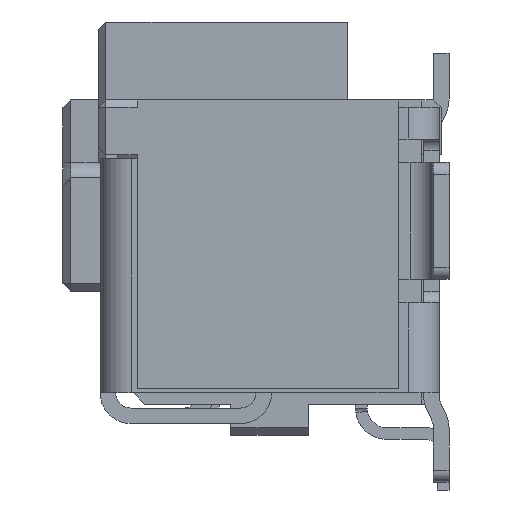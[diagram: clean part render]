
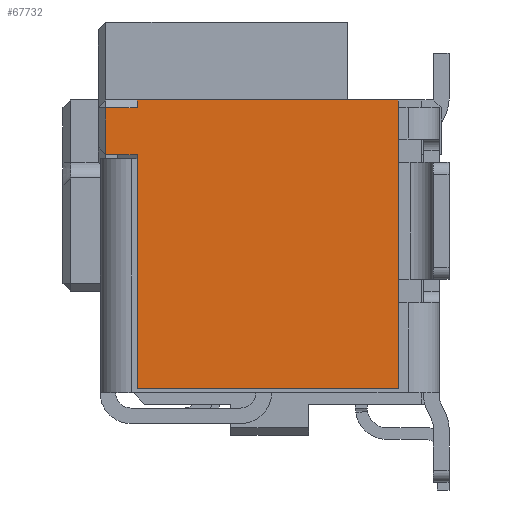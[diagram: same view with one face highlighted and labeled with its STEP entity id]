
A CAD part, left-side view. The second image highlights one B-rep face of the part: STEP entity #67732.
In plain terms, the highlighted planar face has unit normal (-1, 0, 0).
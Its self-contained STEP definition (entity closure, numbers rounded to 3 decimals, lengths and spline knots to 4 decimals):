
#192 = DIRECTION ( 'NONE',  ( 0., 1., 0. ) ) ;
#2653 = EDGE_CURVE ( 'NONE', #46947, #36298, #31466, .T. ) ;
#4815 = EDGE_CURVE ( 'NONE', #71632, #80897, #27311, .T. ) ;
#5735 = CARTESIAN_POINT ( 'NONE',  ( -17.675, 3.9, -3.7 ) ) ;
#7518 = VECTOR ( 'NONE', #46967, 1000. ) ;
#8513 = DIRECTION ( 'NONE',  ( 0., 0., -1. ) ) ;
#8729 = ORIENTED_EDGE ( 'NONE', *, *, #80929, .F. ) ;
#9509 = LINE ( 'NONE', #74966, #70191 ) ;
#10690 = VECTOR ( 'NONE', #8513, 1000. ) ;
#10764 = VERTEX_POINT ( 'NONE', #53880 ) ;
#12879 = VECTOR ( 'NONE', #37933, 1000. ) ;
#13096 = EDGE_CURVE ( 'NONE', #69517, #36298, #54540, .T. ) ;
#14813 = CARTESIAN_POINT ( 'NONE',  ( -17.675, 3.9, -0.7 ) ) ;
#18506 = ORIENTED_EDGE ( 'NONE', *, *, #24371, .T. ) ;
#18669 = DIRECTION ( 'NONE',  ( 1., 0., 0. ) ) ;
#21228 = VECTOR ( 'NONE', #50859, 1000. ) ;
#21237 = ORIENTED_EDGE ( 'NONE', *, *, #13096, .T. ) ;
#24371 = EDGE_CURVE ( 'NONE', #60870, #69517, #9509, .T. ) ;
#26097 = CARTESIAN_POINT ( 'NONE',  ( -17.675, 3.9, -0.1 ) ) ;
#27311 = LINE ( 'NONE', #33415, #10690 ) ;
#28212 = CARTESIAN_POINT ( 'NONE',  ( -17.675, 3.9, 0. ) ) ;
#31466 = LINE ( 'NONE', #56844, #12879 ) ;
#32975 = AXIS2_PLACEMENT_3D ( 'NONE', #49864, #18669, #62523 ) ;
#33415 = CARTESIAN_POINT ( 'NONE',  ( -17.675, 0.55, -3.7 ) ) ;
#36298 = VERTEX_POINT ( 'NONE', #75512 ) ;
#37933 = DIRECTION ( 'NONE',  ( 0., 1., 0. ) ) ;
#39643 = FACE_OUTER_BOUND ( 'NONE', #79742, .T. ) ;
#40657 = CARTESIAN_POINT ( 'NONE',  ( -17.675, 3.9, -3.7 ) ) ;
#43309 = ORIENTED_EDGE ( 'NONE', *, *, #74019, .F. ) ;
#44151 = ORIENTED_EDGE ( 'NONE', *, *, #60334, .F. ) ;
#45490 = CARTESIAN_POINT ( 'NONE',  ( -17.675, 3.9, -3.7 ) ) ;
#46947 = VERTEX_POINT ( 'NONE', #14813 ) ;
#46967 = DIRECTION ( 'NONE',  ( 0., 1., 0. ) ) ;
#47201 = CARTESIAN_POINT ( 'NONE',  ( -17.675, 3.9, -3.7 ) ) ;
#48988 = CARTESIAN_POINT ( 'NONE',  ( -17.675, 0.55, -3.7 ) ) ;
#49187 = CARTESIAN_POINT ( 'NONE',  ( -17.675, 4.3, -0.1 ) ) ;
#49502 = DIRECTION ( 'NONE',  ( 0., 0., 1. ) ) ;
#49864 = CARTESIAN_POINT ( 'NONE',  ( -17.675, 4.4, -3.75 ) ) ;
#50859 = DIRECTION ( 'NONE',  ( 0., 0., -1. ) ) ;
#53880 = CARTESIAN_POINT ( 'NONE',  ( -17.675, 3.9, 0. ) ) ;
#54540 = LINE ( 'NONE', #69447, #21228 ) ;
#56844 = CARTESIAN_POINT ( 'NONE',  ( -17.675, 4.4, -0.7 ) ) ;
#59769 = LINE ( 'NONE', #5735, #76397 ) ;
#60137 = VECTOR ( 'NONE', #70681, 1000. ) ;
#60334 = EDGE_CURVE ( 'NONE', #80897, #80186, #72126, .T. ) ;
#60870 = VERTEX_POINT ( 'NONE', #26097 ) ;
#62345 = VECTOR ( 'NONE', #71980, 1000. ) ;
#62401 = ORIENTED_EDGE ( 'NONE', *, *, #4815, .F. ) ;
#62523 = DIRECTION ( 'NONE',  ( 0., 0., -1. ) ) ;
#62785 = ORIENTED_EDGE ( 'NONE', *, *, #68595, .F. ) ;
#67732 = ADVANCED_FACE ( 'NONE', ( #39643 ), #74823, .F. ) ;
#68595 = EDGE_CURVE ( 'NONE', #80186, #46947, #76757, .T. ) ;
#69447 = CARTESIAN_POINT ( 'NONE',  ( -17.675, 4.3, -0.7 ) ) ;
#69517 = VERTEX_POINT ( 'NONE', #49187 ) ;
#70191 = VECTOR ( 'NONE', #192, 1000. ) ;
#70681 = DIRECTION ( 'NONE',  ( 0., 0., 1. ) ) ;
#71632 = VERTEX_POINT ( 'NONE', #79830 ) ;
#71980 = DIRECTION ( 'NONE',  ( 0., -1., 0. ) ) ;
#72126 = LINE ( 'NONE', #40657, #7518 ) ;
#72404 = ORIENTED_EDGE ( 'NONE', *, *, #2653, .F. ) ;
#74019 = EDGE_CURVE ( 'NONE', #10764, #71632, #78933, .T. ) ;
#74823 = PLANE ( 'NONE',  #32975 ) ;
#74966 = CARTESIAN_POINT ( 'NONE',  ( -17.675, 4.4, -0.1 ) ) ;
#75512 = CARTESIAN_POINT ( 'NONE',  ( -17.675, 4.3, -0.7 ) ) ;
#76397 = VECTOR ( 'NONE', #49502, 1000. ) ;
#76757 = LINE ( 'NONE', #45490, #60137 ) ;
#78933 = LINE ( 'NONE', #28212, #62345 ) ;
#79742 = EDGE_LOOP ( 'NONE', ( #72404, #62785, #44151, #62401, #43309, #8729, #18506, #21237 ) ) ;
#79830 = CARTESIAN_POINT ( 'NONE',  ( -17.675, 0.55, 0. ) ) ;
#80186 = VERTEX_POINT ( 'NONE', #47201 ) ;
#80897 = VERTEX_POINT ( 'NONE', #48988 ) ;
#80929 = EDGE_CURVE ( 'NONE', #60870, #10764, #59769, .T. ) ;
